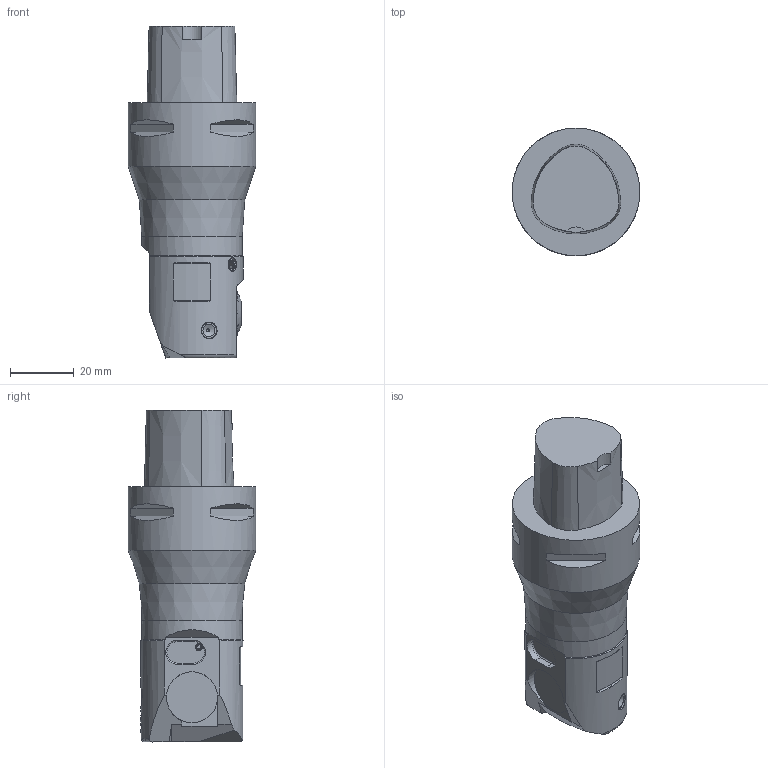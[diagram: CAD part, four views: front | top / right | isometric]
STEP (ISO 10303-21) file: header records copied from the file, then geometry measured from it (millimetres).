
FILE_DESCRIPTION(/* description */ (''),/* implementation_level */ '2;1');
FILE_NAME(/* name */ '1694594078488.stp',/* time_stamp */ '2023-09-13T10:34:43+02:00',/* author */ (''),/* organization */ ('SMS'),/* preprocessor_version */ 'ST-DEVELOPER v16.7',/* originating_system */ 'SIEMENS PLM Software NX 12.0',/* authorisation */ '');
FILE_SCHEMA (('AUTOMOTIVE_DESIGN { 1 0 10303 214 3 1 1 1 }'));
Length unit declared in the file: millimetre
Products named in the file (1): 111166000mod000_02
Bounding box: 40 x 40 x 104 mm (x, y, z)
Volume: 3995.1 mm3; surface area: 15521.9 mm2
Topology: 1 solids, 2 shells, 346 faces, 953 edges, 632 vertices
Faces by surface type: plane 286, cone 26, cylinder 25, torus 6, sphere 3
Full cylindrical faces by diameter (mm): 1 x1, 1.6 x1, 2.16 x1, 2.2 x1, 3.05 x1, 3.1 x1, 3.3 x1, 3.6 x1, 4.2 x1, 5 x1, 5.25 x1, 6 x1, 6.015 x1, 6.5 x1, 16 x2, 31.47 x1, 40 x1
Entity records: 11050 total; most frequent: CARTESIAN_POINT 2350, ORIENTED_EDGE 1786, DIRECTION 1764, EDGE_CURVE 893, LINE 636, VECTOR 636, VERTEX_POINT 605, AXIS2_PLACEMENT_3D 564
